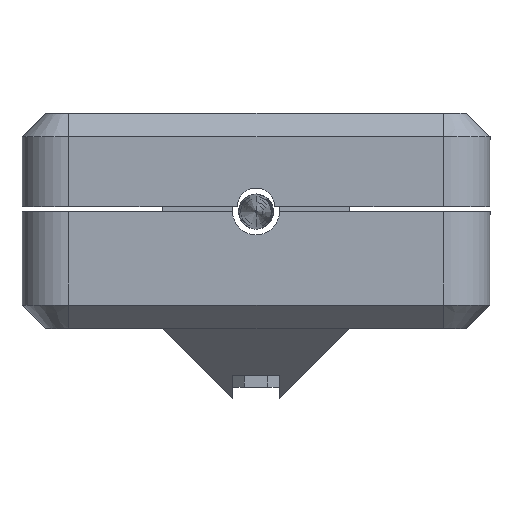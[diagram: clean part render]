
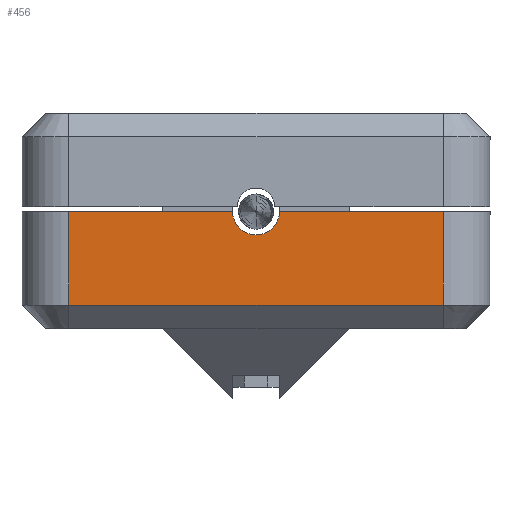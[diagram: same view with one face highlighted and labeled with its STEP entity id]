
A CAD part, front view. The second image highlights one B-rep face of the part: STEP entity #456.
In plain terms, the highlighted planar face has unit normal (0, -1, 0).
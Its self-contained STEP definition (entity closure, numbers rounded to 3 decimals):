
#24 = VERTEX_POINT ( 'NONE', #5201 ) ;
#34 = VECTOR ( 'NONE', #1966, 1000. ) ;
#91 = CARTESIAN_POINT ( 'NONE',  ( 10., -8., 4. ) ) ;
#122 = EDGE_CURVE ( 'NONE', #252, #3030, #5571, .T. ) ;
#168 = CARTESIAN_POINT ( 'NONE',  ( -1., -8., 0. ) ) ;
#194 = CARTESIAN_POINT ( 'NONE',  ( 8., -8., 5. ) ) ;
#203 = VECTOR ( 'NONE', #3281, 1000. ) ;
#232 = VECTOR ( 'NONE', #2411, 1000. ) ;
#252 = VERTEX_POINT ( 'NONE', #5719 ) ;
#312 = CARTESIAN_POINT ( 'NONE',  ( 0., -8., 1. ) ) ;
#447 = CARTESIAN_POINT ( 'NONE',  ( 10., -8., 5. ) ) ;
#456 = ADVANCED_FACE ( 'NONE', ( #4922 ), #2729, .F. ) ;
#647 = LINE ( 'NONE', #194, #34 ) ;
#715 = VERTEX_POINT ( 'NONE', #3926 ) ;
#724 = DIRECTION ( 'NONE',  ( 0., 0., 1. ) ) ;
#833 = DIRECTION ( 'NONE',  ( 0., 0., 1. ) ) ;
#1187 = LINE ( 'NONE', #4860, #232 ) ;
#1188 = CIRCLE ( 'NONE', #4549, 1. ) ;
#1328 = DIRECTION ( 'NONE',  ( 1., 0., 0. ) ) ;
#1352 = LINE ( 'NONE', #2701, #2834 ) ;
#1517 = ORIENTED_EDGE ( 'NONE', *, *, #4122, .T. ) ;
#1715 = LINE ( 'NONE', #2616, #4164 ) ;
#1966 = DIRECTION ( 'NONE',  ( 0., 0., 1. ) ) ;
#2099 = EDGE_CURVE ( 'NONE', #715, #2376, #1187, .T. ) ;
#2177 = ORIENTED_EDGE ( 'NONE', *, *, #122, .T. ) ;
#2268 = DIRECTION ( 'NONE',  ( 0., 1., 0. ) ) ;
#2376 = VERTEX_POINT ( 'NONE', #168 ) ;
#2411 = DIRECTION ( 'NONE',  ( 1., 0., 0. ) ) ;
#2498 = EDGE_CURVE ( 'NONE', #4506, #24, #2929, .T. ) ;
#2616 = CARTESIAN_POINT ( 'NONE',  ( -8., -8., 5. ) ) ;
#2644 = DIRECTION ( 'NONE',  ( 0., 1., 0. ) ) ;
#2701 = CARTESIAN_POINT ( 'NONE',  ( 10., -8., 0. ) ) ;
#2729 = PLANE ( 'NONE',  #3863 ) ;
#2834 = VECTOR ( 'NONE', #1328, 1000. ) ;
#2929 = CIRCLE ( 'NONE', #5809, 1. ) ;
#2981 = EDGE_CURVE ( 'NONE', #24, #5383, #1352, .T. ) ;
#3014 = DIRECTION ( 'NONE',  ( 0., 1., 0. ) ) ;
#3030 = VERTEX_POINT ( 'NONE', #4182 ) ;
#3279 = ORIENTED_EDGE ( 'NONE', *, *, #2498, .T. ) ;
#3281 = DIRECTION ( 'NONE',  ( -1., 0., 0. ) ) ;
#3863 = AXIS2_PLACEMENT_3D ( 'NONE', #447, #2268, #833 ) ;
#3926 = CARTESIAN_POINT ( 'NONE',  ( -8., -8., 0. ) ) ;
#4112 = CARTESIAN_POINT ( 'NONE',  ( 8., -8., 0. ) ) ;
#4122 = EDGE_CURVE ( 'NONE', #5383, #252, #647, .T. ) ;
#4164 = VECTOR ( 'NONE', #5393, 1000. ) ;
#4182 = CARTESIAN_POINT ( 'NONE',  ( -8., -8., 4. ) ) ;
#4227 = EDGE_CURVE ( 'NONE', #3030, #715, #1715, .T. ) ;
#4506 = VERTEX_POINT ( 'NONE', #312 ) ;
#4540 = DIRECTION ( 'NONE',  ( 0., 0., 1. ) ) ;
#4549 = AXIS2_PLACEMENT_3D ( 'NONE', #5020, #2644, #4540 ) ;
#4855 = EDGE_CURVE ( 'NONE', #2376, #4506, #1188, .T. ) ;
#4860 = CARTESIAN_POINT ( 'NONE',  ( 10., -8., 0. ) ) ;
#4922 = FACE_OUTER_BOUND ( 'NONE', #4949, .T. ) ;
#4949 = EDGE_LOOP ( 'NONE', ( #1517, #2177, #5457, #4974, #4987, #3279, #5385 ) ) ;
#4974 = ORIENTED_EDGE ( 'NONE', *, *, #2099, .T. ) ;
#4987 = ORIENTED_EDGE ( 'NONE', *, *, #4855, .T. ) ;
#5020 = CARTESIAN_POINT ( 'NONE',  ( 0., -8., 0. ) ) ;
#5201 = CARTESIAN_POINT ( 'NONE',  ( 1., -8., 0. ) ) ;
#5300 = CARTESIAN_POINT ( 'NONE',  ( 0., -8., 0. ) ) ;
#5383 = VERTEX_POINT ( 'NONE', #4112 ) ;
#5385 = ORIENTED_EDGE ( 'NONE', *, *, #2981, .T. ) ;
#5393 = DIRECTION ( 'NONE',  ( 0., 0., -1. ) ) ;
#5457 = ORIENTED_EDGE ( 'NONE', *, *, #4227, .T. ) ;
#5571 = LINE ( 'NONE', #91, #203 ) ;
#5719 = CARTESIAN_POINT ( 'NONE',  ( 8., -8., 4. ) ) ;
#5809 = AXIS2_PLACEMENT_3D ( 'NONE', #5300, #3014, #724 ) ;
